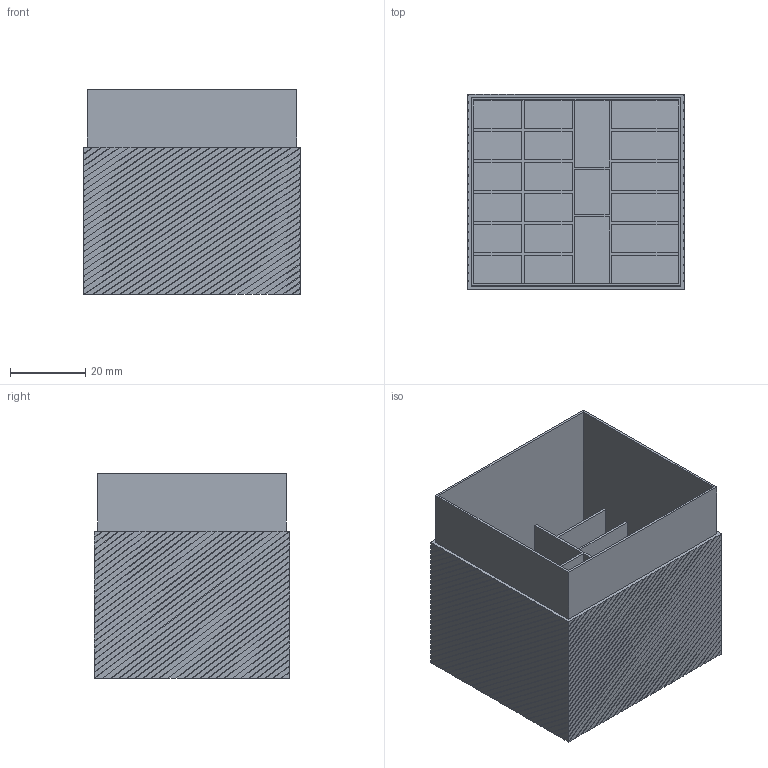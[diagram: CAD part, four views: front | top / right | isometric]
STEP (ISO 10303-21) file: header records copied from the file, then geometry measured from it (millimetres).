
FILE_DESCRIPTION(/* description */ ('','CAx-IF Rec.Pracs.---Representation and Presentation of Product Manufacturing Information (PMI)---4.0---2014-10-13'),/* implementation_level */ '2;1');
FILE_NAME(/* name */ 'Container - Component.step',/* time_stamp */ '2024-12-11T02:55:32-05:00',/* author */ (''),/* organization */ (''),/* preprocessor_version */ 'ST-DEVELOPER v20',/* originating_system */ 'Autodesk Translation Framework v13.20.0.188',/* authorisation */ '');
FILE_SCHEMA (('AP242_MANAGED_MODEL_BASED_3D_ENGINEERING_MIM_LF { 1 0 10303 442 1 1 4 }'));
Length unit declared in the file: inch
Products named in the file (1): Container - Component
Bounding box: 57.4 x 51.82 x 54.36 mm (x, y, z)
Volume: 24086.4 mm3; surface area: 47834.2 mm2
Topology: 1 solids, 1 shells, 531 faces, 1566 edges, 1044 vertices
Faces by surface type: plane 313, cylinder 218
Entity records: 19265 total; most frequent: CARTESIAN_POINT 4858, ORIENTED_EDGE 3132, DIRECTION 2946, EDGE_CURVE 1566, VERTEX_POINT 1044, LINE 1006, VECTOR 1006, AXIS2_PLACEMENT_3D 970
